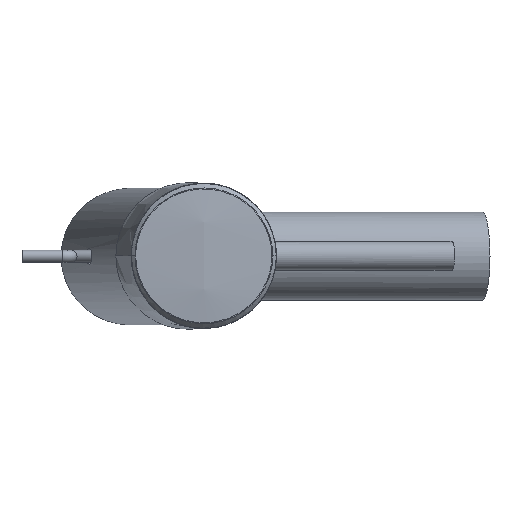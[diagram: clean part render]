
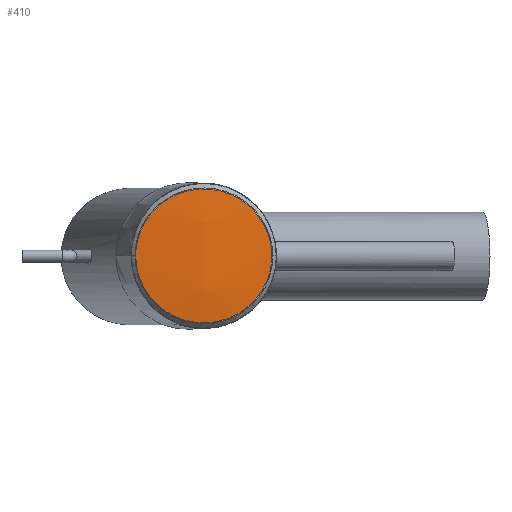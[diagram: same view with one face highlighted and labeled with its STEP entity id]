
A CAD part, top view. The second image highlights one B-rep face of the part: STEP entity #410.
In plain terms, the highlighted spherical face has radius 194.375 mm.
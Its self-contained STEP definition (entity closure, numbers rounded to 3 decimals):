
#22=SPHERICAL_SURFACE('',#552,194.375);
#120=ORIENTED_EDGE('',*,*,#183,.T.);
#121=ORIENTED_EDGE('',*,*,#180,.T.);
#180=EDGE_CURVE('',#233,#232,#267,.T.);
#183=EDGE_CURVE('',#232,#233,#270,.T.);
#232=VERTEX_POINT('',#1243);
#233=VERTEX_POINT('',#1266);
#267=B_SPLINE_CURVE_WITH_KNOTS('',3,(#1244,#1245,#1246,#1247,#1248,#1249,
#1250,#1251,#1252,#1253,#1254,#1255,#1256,#1257,#1258,#1259,#1260,#1261,
#1262,#1263,#1264,#1265),.UNSPECIFIED.,.F.,.F.,(4,1,1,1,1,1,1,1,1,1,1,1,
1,1,1,1,1,1,1,4),(0.,0.004,0.009,0.013,
0.017,0.022,0.024,0.026,
0.028,0.03,0.035,0.039,
0.043,0.048,0.052,0.054,
0.057,0.061,0.065,0.07),
 .UNSPECIFIED.);
#270=B_SPLINE_CURVE_WITH_KNOTS('',3,(#1374,#1375,#1376,#1377,#1378,#1379,
#1380,#1381,#1382,#1383,#1384,#1385,#1386,#1387,#1388,#1389,#1390,#1391,
#1392,#1393,#1394,#1395),.UNSPECIFIED.,.F.,.F.,(4,1,1,1,1,1,1,1,1,1,1,1,
1,1,1,1,1,1,1,4),(0.,0.004,0.009,0.013,
0.017,0.022,0.024,0.026,
0.028,0.03,0.035,0.039,
0.043,0.048,0.052,0.054,
0.057,0.061,0.065,0.07),
 .UNSPECIFIED.);
#316=EDGE_LOOP('',(#120,#121));
#361=FACE_BOUND('',#316,.T.);
#410=ADVANCED_FACE('',(#361),#22,.T.);
#552=AXIS2_PLACEMENT_3D('',#1765,#601,#602);
#601=DIRECTION('',(0.985,0.,-0.175));
#602=DIRECTION('',(-0.175,0.,-0.985));
#1243=CARTESIAN_POINT('',(46.626,0.,148.606));
#1244=CARTESIAN_POINT('',(1.758,0.,148.519));
#1245=CARTESIAN_POINT('',(1.759,-1.47,148.52));
#1246=CARTESIAN_POINT('',(2.048,-4.353,148.521));
#1247=CARTESIAN_POINT('',(3.363,-8.58,148.528));
#1248=CARTESIAN_POINT('',(5.456,-12.399,148.539));
#1249=CARTESIAN_POINT('',(8.303,-15.784,148.553));
#1250=CARTESIAN_POINT('',(11.139,-18.056,148.565));
#1251=CARTESIAN_POINT('',(13.677,-19.54,148.575));
#1252=CARTESIAN_POINT('',(15.65,-20.45,148.582));
#1253=CARTESIAN_POINT('',(17.705,-21.171,148.588));
#1254=CARTESIAN_POINT('',(20.568,-21.87,148.596));
#1255=CARTESIAN_POINT('',(24.169,-22.218,148.604));
#1256=CARTESIAN_POINT('',(28.577,-21.797,148.611));
#1257=CARTESIAN_POINT('',(32.749,-20.563,148.614));
#1258=CARTESIAN_POINT('',(36.669,-18.522,148.615));
#1259=CARTESIAN_POINT('',(39.505,-16.253,148.614));
#1260=CARTESIAN_POINT('',(41.506,-14.099,148.612));
#1261=CARTESIAN_POINT('',(43.256,-11.798,148.611));
#1262=CARTESIAN_POINT('',(45.029,-8.564,148.608));
#1263=CARTESIAN_POINT('',(46.325,-4.407,148.606));
#1264=CARTESIAN_POINT('',(46.626,-1.471,148.606));
#1265=CARTESIAN_POINT('',(46.626,0.,148.606));
#1266=CARTESIAN_POINT('',(1.758,0.,148.519));
#1374=CARTESIAN_POINT('',(46.626,0.,148.606));
#1375=CARTESIAN_POINT('',(46.625,1.47,148.606));
#1376=CARTESIAN_POINT('',(46.337,4.354,148.606));
#1377=CARTESIAN_POINT('',(45.022,8.58,148.608));
#1378=CARTESIAN_POINT('',(42.931,12.401,148.611));
#1379=CARTESIAN_POINT('',(40.085,15.788,148.614));
#1380=CARTESIAN_POINT('',(37.249,18.059,148.615));
#1381=CARTESIAN_POINT('',(34.712,19.544,148.615));
#1382=CARTESIAN_POINT('',(32.738,20.453,148.614));
#1383=CARTESIAN_POINT('',(30.683,21.173,148.613));
#1384=CARTESIAN_POINT('',(27.821,21.872,148.61));
#1385=CARTESIAN_POINT('',(24.219,22.218,148.604));
#1386=CARTESIAN_POINT('',(19.812,21.795,148.594));
#1387=CARTESIAN_POINT('',(15.64,20.561,148.582));
#1388=CARTESIAN_POINT('',(11.72,18.519,148.568));
#1389=CARTESIAN_POINT('',(8.884,16.25,148.556));
#1390=CARTESIAN_POINT('',(6.882,14.097,148.546));
#1391=CARTESIAN_POINT('',(5.132,11.797,148.538));
#1392=CARTESIAN_POINT('',(3.357,8.564,148.528));
#1393=CARTESIAN_POINT('',(2.06,4.407,148.521));
#1394=CARTESIAN_POINT('',(1.758,1.471,148.52));
#1395=CARTESIAN_POINT('',(1.758,0.,148.519));
#1765=CARTESIAN_POINT('',(24.563,0.,-44.513));
